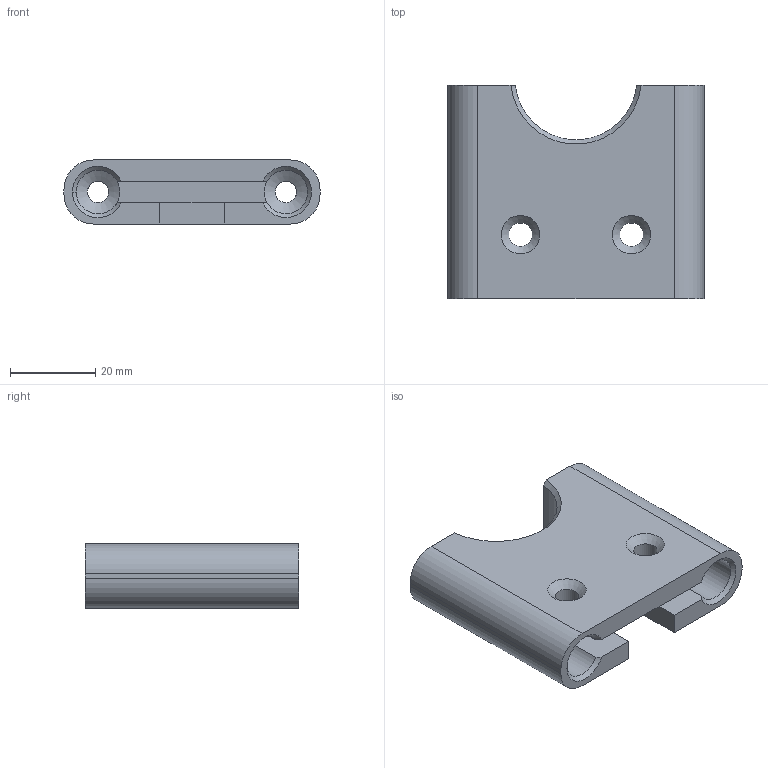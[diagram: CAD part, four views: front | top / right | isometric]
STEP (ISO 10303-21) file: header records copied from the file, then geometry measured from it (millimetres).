
FILE_DESCRIPTION(('FreeCAD Model'),'2;1');
FILE_NAME('Open CASCADE Shape Model','2024-07-19T14:57:56',(''),(''), 'Open CASCADE STEP processor 7.6','FreeCAD','Unknown');
FILE_SCHEMA(('AUTOMOTIVE_DESIGN { 1 0 10303 214 1 1 1 1 }'));
Length unit declared in the file: millimetre
Products named in the file (1): Main body
Bounding box: 60 x 50 x 15 mm (x, y, z)
Volume: 23326.6 mm3; surface area: 12143.2 mm2
Topology: 1 solids, 1 shells, 43 faces, 120 edges, 77 vertices
Faces by surface type: plane 18, cylinder 16, cone 9
Full cylindrical faces by diameter (mm): 5 x2, 5.5 x4
Entity records: 1771 total; most frequent: CARTESIAN_POINT 588, DIRECTION 251, ORIENTED_EDGE 240, EDGE_CURVE 120, AXIS2_PLACEMENT_3D 94, VERTEX_POINT 77, LINE 63, VECTOR 63
